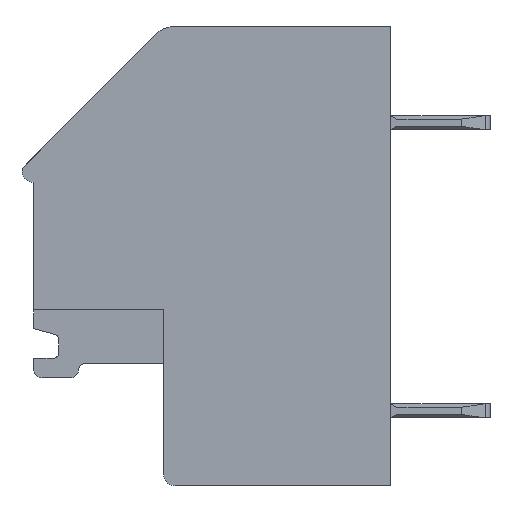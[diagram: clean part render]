
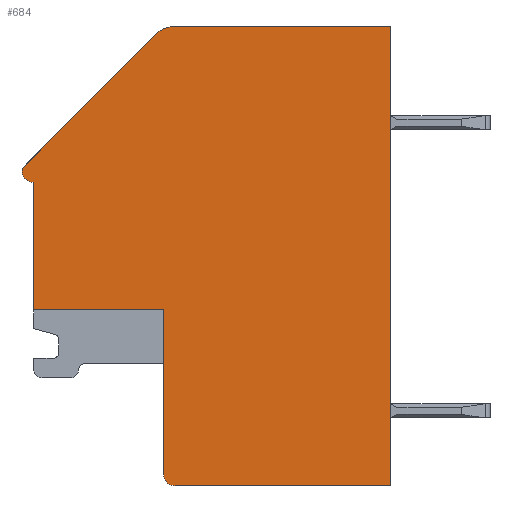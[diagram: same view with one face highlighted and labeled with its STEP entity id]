
A CAD part, left-side view. The second image highlights one B-rep face of the part: STEP entity #684.
In plain terms, the highlighted planar face has unit normal (-1, 0, 0).
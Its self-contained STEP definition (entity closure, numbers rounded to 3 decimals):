
#684 = ADVANCED_FACE( '', ( #1415 ), #1416, .T. );
#1415 = FACE_OUTER_BOUND( '', #2214, .T. );
#1416 = PLANE( '', #2215 );
#2214 = EDGE_LOOP( '', ( #4101, #4102, #4103, #4104, #4105, #4106, #4107, #4108, #4109, #4110, #4111 ) );
#2215 = AXIS2_PLACEMENT_3D( '', #4112, #4113, #4114 );
#4101 = ORIENTED_EDGE( '', *, *, #5128, .F. );
#4102 = ORIENTED_EDGE( '', *, *, #5758, .T. );
#4103 = ORIENTED_EDGE( '', *, *, #5606, .F. );
#4104 = ORIENTED_EDGE( '', *, *, #5759, .F. );
#4105 = ORIENTED_EDGE( '', *, *, #5756, .T. );
#4106 = ORIENTED_EDGE( '', *, *, #5631, .F. );
#4107 = ORIENTED_EDGE( '', *, *, #5760, .F. );
#4108 = ORIENTED_EDGE( '', *, *, #5761, .T. );
#4109 = ORIENTED_EDGE( '', *, *, #5762, .T. );
#4110 = ORIENTED_EDGE( '', *, *, #5763, .F. );
#4111 = ORIENTED_EDGE( '', *, *, #5764, .F. );
#4112 = CARTESIAN_POINT( '', ( 0., 0.7, -15.177 ) );
#4113 = DIRECTION( '', ( -1., 0., 0. ) );
#4114 = DIRECTION( '', ( 0., -1., 0. ) );
#5128 = EDGE_CURVE( '', #6233, #6235, #6236, .T. );
#5606 = EDGE_CURVE( '', #6982, #6984, #6985, .T. );
#5631 = EDGE_CURVE( '', #7015, #7011, #7017, .T. );
#5756 = EDGE_CURVE( '', #7180, #7011, #7183, .T. );
#5758 = EDGE_CURVE( '', #6233, #6984, #7185, .T. );
#5759 = EDGE_CURVE( '', #7180, #6982, #7186, .T. );
#5760 = EDGE_CURVE( '', #7187, #7015, #7188, .T. );
#5761 = EDGE_CURVE( '', #7187, #7189, #7190, .T. );
#5762 = EDGE_CURVE( '', #7189, #7191, #7192, .T. );
#5763 = EDGE_CURVE( '', #7193, #7191, #7194, .T. );
#5764 = EDGE_CURVE( '', #6235, #7193, #7195, .T. );
#6233 = VERTEX_POINT( '', #7795 );
#6235 = VERTEX_POINT( '', #7798 );
#6236 = LINE( '', #7799, #7800 );
#6982 = VERTEX_POINT( '', #8921 );
#6984 = VERTEX_POINT( '', #8924 );
#6985 = LINE( '', #8925, #8926 );
#7011 = VERTEX_POINT( '', #8966 );
#7015 = VERTEX_POINT( '', #8972 );
#7017 = LINE( '', #8975, #8976 );
#7180 = VERTEX_POINT( '', #9214 );
#7183 = CIRCLE( '', #9218, 0.4 );
#7185 = CIRCLE( '', #9220, 1. );
#7186 = LINE( '', #9221, #9222 );
#7187 = VERTEX_POINT( '', #9223 );
#7188 = LINE( '', #9224, #9225 );
#7189 = VERTEX_POINT( '', #9226 );
#7190 = LINE( '', #9227, #9228 );
#7191 = VERTEX_POINT( '', #9229 );
#7192 = CIRCLE( '', #9230, 0.4 );
#7193 = VERTEX_POINT( '', #9231 );
#7194 = LINE( '', #9232, #9233 );
#7195 = LINE( '', #9234, #9235 );
#7795 = CARTESIAN_POINT( '', ( 0., 7.586, 0. ) );
#7798 = CARTESIAN_POINT( '', ( 0., 0., 0. ) );
#7799 = CARTESIAN_POINT( '', ( 0., 8., 0. ) );
#7800 = VECTOR( '', #9743, 1000. );
#8921 = CARTESIAN_POINT( '', ( 0., 13., -5. ) );
#8924 = CARTESIAN_POINT( '', ( 0., 8.293, -0.293 ) );
#8925 = CARTESIAN_POINT( '', ( 0., 13., -5. ) );
#8926 = VECTOR( '', #10246, 1000. );
#8966 = CARTESIAN_POINT( '', ( 0., 12.6, -5.5 ) );
#8972 = CARTESIAN_POINT( '', ( 0., 12.6, -10. ) );
#8975 = CARTESIAN_POINT( '', ( 0., 12.6, -10. ) );
#8976 = VECTOR( '', #10264, 1000. );
#9214 = CARTESIAN_POINT( '', ( 0., 13., -5.1 ) );
#9218 = AXIS2_PLACEMENT_3D( '', #10380, #10381, #10382 );
#9220 = AXIS2_PLACEMENT_3D( '', #10383, #10384, #10385 );
#9221 = CARTESIAN_POINT( '', ( 0., 13., -5.5 ) );
#9222 = VECTOR( '', #10386, 1000. );
#9223 = CARTESIAN_POINT( '', ( 0., 8., -10. ) );
#9224 = CARTESIAN_POINT( '', ( 0., 6.5, -10. ) );
#9225 = VECTOR( '', #10387, 1000. );
#9226 = CARTESIAN_POINT( '', ( 0., 8., -15.8 ) );
#9227 = CARTESIAN_POINT( '', ( 0., 8., -8.1 ) );
#9228 = VECTOR( '', #10388, 1000. );
#9229 = CARTESIAN_POINT( '', ( 0., 7.6, -16.2 ) );
#9230 = AXIS2_PLACEMENT_3D( '', #10389, #10390, #10391 );
#9231 = CARTESIAN_POINT( '', ( 0., 0., -16.2 ) );
#9232 = CARTESIAN_POINT( '', ( 0., 0., -16.2 ) );
#9233 = VECTOR( '', #10392, 1000. );
#9234 = CARTESIAN_POINT( '', ( 0., 0., -0.37 ) );
#9235 = VECTOR( '', #10393, 1000. );
#9743 = DIRECTION( '', ( 0., -1., 0. ) );
#10246 = DIRECTION( '', ( 0., -0.707, 0.707 ) );
#10264 = DIRECTION( '', ( 0., 0., 1. ) );
#10380 = CARTESIAN_POINT( '', ( 0., 12.6, -5.1 ) );
#10381 = DIRECTION( '', ( -1., 0., 0. ) );
#10382 = DIRECTION( '', ( 0., 0., 1. ) );
#10383 = CARTESIAN_POINT( '', ( 0., 7.586, -1. ) );
#10384 = DIRECTION( '', ( -1., 0., 0. ) );
#10385 = DIRECTION( '', ( 0., 0., 1. ) );
#10386 = DIRECTION( '', ( 0., 0., 1. ) );
#10387 = DIRECTION( '', ( 0., 1., 0. ) );
#10388 = DIRECTION( '', ( 0., 0., -1. ) );
#10389 = CARTESIAN_POINT( '', ( 0., 7.6, -15.8 ) );
#10390 = DIRECTION( '', ( -1., 0., 0. ) );
#10391 = DIRECTION( '', ( 0., 0., 1. ) );
#10392 = DIRECTION( '', ( 0., 1., 0. ) );
#10393 = DIRECTION( '', ( 0., 0., -1. ) );
